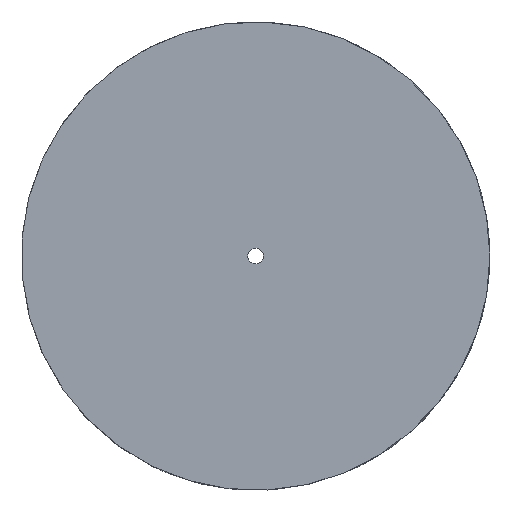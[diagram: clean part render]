
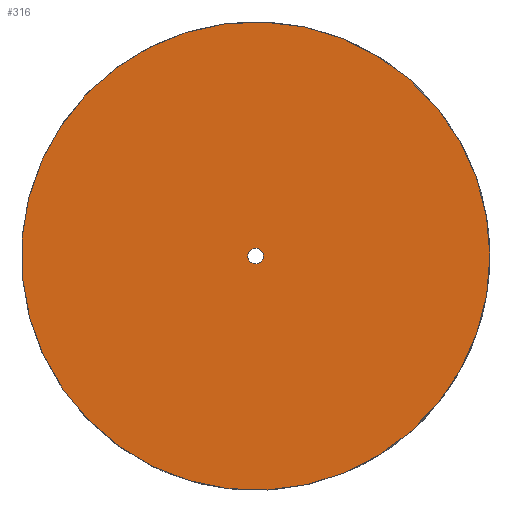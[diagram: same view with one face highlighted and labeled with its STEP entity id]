
A CAD part, top view. The second image highlights one B-rep face of the part: STEP entity #316.
In plain terms, the highlighted planar face has unit normal (0, 0, 1).
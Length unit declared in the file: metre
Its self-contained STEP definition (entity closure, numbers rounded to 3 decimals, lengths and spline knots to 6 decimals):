
#20=PLANE('',#352);
#74=ORIENTED_EDGE('',*,*,#168,.F.);
#75=ORIENTED_EDGE('',*,*,#161,.T.);
#161=EDGE_CURVE('',#208,#208,#239,.T.);
#168=EDGE_CURVE('',#215,#215,#242,.T.);
#208=VERTEX_POINT('',#486);
#215=VERTEX_POINT('',#513);
#239=CIRCLE('',#349,0.06);
#242=CIRCLE('',#353,0.002);
#258=EDGE_LOOP('',(#74));
#259=EDGE_LOOP('',(#75));
#282=FACE_BOUND('',#258,.T.);
#283=FACE_BOUND('',#259,.T.);
#316=ADVANCED_FACE('',(#282,#283),#20,.T.);
#349=AXIS2_PLACEMENT_3D('',#485,#391,#392);
#352=AXIS2_PLACEMENT_3D('',#511,#399,#400);
#353=AXIS2_PLACEMENT_3D('',#512,#401,#402);
#391=DIRECTION('',(0.,0.,1.));
#392=DIRECTION('',(1.,0.,0.));
#399=DIRECTION('',(0.,0.,1.));
#400=DIRECTION('',(1.,0.,0.));
#401=DIRECTION('',(0.,0.,1.));
#402=DIRECTION('',(1.,0.,0.));
#485=CARTESIAN_POINT('',(0.,0.,0.053));
#486=CARTESIAN_POINT('',(0.06,0.,0.053));
#511=CARTESIAN_POINT('',(0.,0.,0.053));
#512=CARTESIAN_POINT('',(0.,0.,0.053));
#513=CARTESIAN_POINT('',(0.002,0.,0.053));
